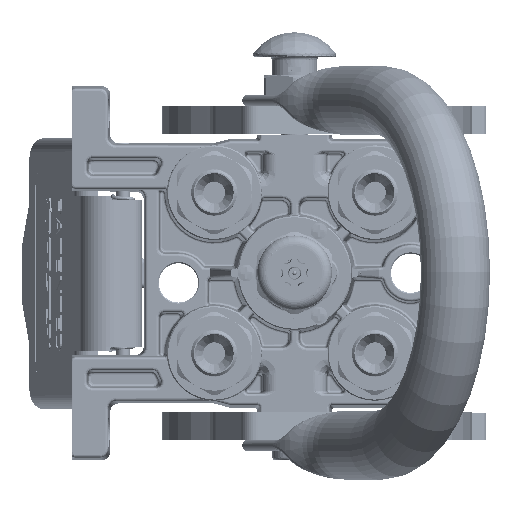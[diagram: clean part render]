
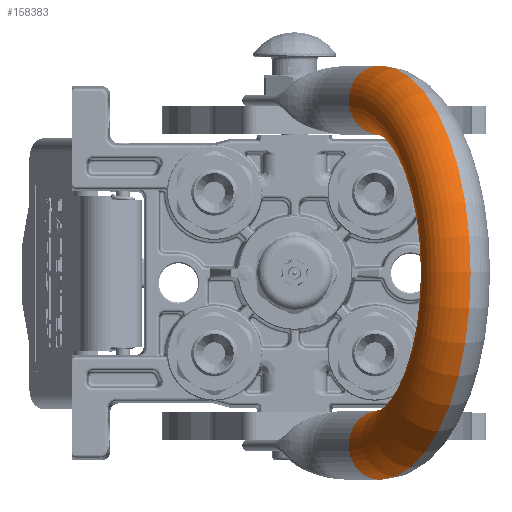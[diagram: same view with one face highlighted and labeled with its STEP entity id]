
A CAD part, top view. The second image highlights one B-rep face of the part: STEP entity #158383.
In plain terms, the highlighted toroidal (fillet/blend) face has major radius 62.25 mm and minor radius 12.5 mm.
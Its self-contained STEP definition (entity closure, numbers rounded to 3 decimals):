
#14731 = ORIENTED_EDGE ( 'NONE', *, *, #159351, .T. ) ;
#33741 = CARTESIAN_POINT ( 'NONE',  ( 49.75, 0., 25.25 ) ) ;
#39092 = AXIS2_PLACEMENT_3D ( 'NONE', #52990, #85838, #102940 ) ;
#51817 = CIRCLE ( 'NONE', #67837, 49.75 ) ;
#52990 = CARTESIAN_POINT ( 'NONE',  ( -62.25, 0., 25.25 ) ) ;
#56367 = VERTEX_POINT ( 'NONE', #111181 ) ;
#64260 = DIRECTION ( 'NONE',  ( 1., 0., 0. ) ) ;
#67837 = AXIS2_PLACEMENT_3D ( 'NONE', #112320, #175876, #193061 ) ;
#69243 = EDGE_CURVE ( 'NONE', #80782, #83389, #153251, .T. ) ;
#70177 = EDGE_LOOP ( 'NONE', ( #14731, #206545, #90255, #156324 ) ) ;
#71060 = CARTESIAN_POINT ( 'NONE',  ( -74.75, 0., 25.25 ) ) ;
#80664 = DIRECTION ( 'NONE',  ( 0., 1., 0. ) ) ;
#80782 = VERTEX_POINT ( 'NONE', #71060 ) ;
#83389 = VERTEX_POINT ( 'NONE', #152994 ) ;
#85838 = DIRECTION ( 'NONE',  ( 0., 0., 1. ) ) ;
#88881 = DIRECTION ( 'NONE',  ( -1., 0., 0. ) ) ;
#90255 = ORIENTED_EDGE ( 'NONE', *, *, #123035, .F. ) ;
#93485 = AXIS2_PLACEMENT_3D ( 'NONE', #205835, #186632, #88881 ) ;
#94344 = DIRECTION ( 'NONE',  ( 0., 0., -1. ) ) ;
#102940 = DIRECTION ( 'NONE',  ( -1., 0., 0. ) ) ;
#103114 = AXIS2_PLACEMENT_3D ( 'NONE', #110706, #94344, #127071 ) ;
#110706 = CARTESIAN_POINT ( 'NONE',  ( 62.25, 0., 25.25 ) ) ;
#111181 = CARTESIAN_POINT ( 'NONE',  ( 74.75, 0., 25.25 ) ) ;
#112320 = CARTESIAN_POINT ( 'NONE',  ( 0., 0., 25.25 ) ) ;
#123035 = EDGE_CURVE ( 'NONE', #80782, #56367, #136479, .T. ) ;
#127071 = DIRECTION ( 'NONE',  ( 1., 0., 0. ) ) ;
#136479 = CIRCLE ( 'NONE', #93485, 74.75 ) ;
#147251 = EDGE_CURVE ( 'NONE', #56367, #149848, #187641, .T. ) ;
#149848 = VERTEX_POINT ( 'NONE', #33741 ) ;
#152994 = CARTESIAN_POINT ( 'NONE',  ( -49.75, 0., 25.25 ) ) ;
#153251 = CIRCLE ( 'NONE', #39092, 12.5 ) ;
#153974 = TOROIDAL_SURFACE ( 'NONE', #170390, 62.25, 12.5 ) ;
#156324 = ORIENTED_EDGE ( 'NONE', *, *, #69243, .T. ) ;
#158383 = ADVANCED_FACE ( 'NONE', ( #169352 ), #153974, .T. ) ;
#159351 = EDGE_CURVE ( 'NONE', #83389, #149848, #51817, .T. ) ;
#169352 = FACE_OUTER_BOUND ( 'NONE', #70177, .T. ) ;
#170390 = AXIS2_PLACEMENT_3D ( 'NONE', #199103, #80664, #64260 ) ;
#175876 = DIRECTION ( 'NONE',  ( 0., 1., 0. ) ) ;
#186632 = DIRECTION ( 'NONE',  ( 0., 1., 0. ) ) ;
#187641 = CIRCLE ( 'NONE', #103114, 12.5 ) ;
#193061 = DIRECTION ( 'NONE',  ( -1., 0., 0. ) ) ;
#199103 = CARTESIAN_POINT ( 'NONE',  ( 0., 0., 25.25 ) ) ;
#205835 = CARTESIAN_POINT ( 'NONE',  ( 0., 0., 25.25 ) ) ;
#206545 = ORIENTED_EDGE ( 'NONE', *, *, #147251, .F. ) ;
